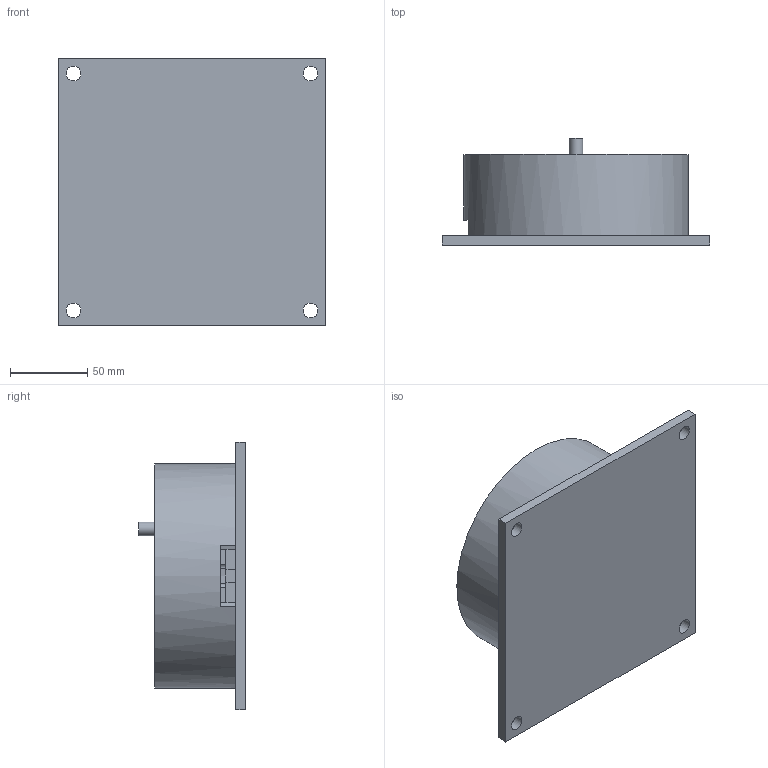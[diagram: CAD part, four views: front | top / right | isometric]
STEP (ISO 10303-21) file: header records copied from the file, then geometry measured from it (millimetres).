
FILE_DESCRIPTION(/* description */ (''),/* implementation_level */ '2;1');
FILE_NAME(/* name */ 'Base.step',/* time_stamp */ '2023-08-21T18:58:37-04:00',/* author */ (''),/* organization */ (''),/* preprocessor_version */ 'ST-DEVELOPER v20',/* originating_system */ 'Autodesk Translation Framework v12.9.0.99',/* authorisation */ '');
FILE_SCHEMA (('AUTOMOTIVE_DESIGN { 1 0 10303 214 3 1 1 }'));
Length unit declared in the file: millimetre
Products named in the file (1): base
Bounding box: 173.35 x 69.2 x 173.35 mm (x, y, z)
Volume: 402820.6 mm3; surface area: 162282.7 mm2
Topology: 1 solids, 1 shells, 74 faces, 200 edges, 132 vertices
Faces by surface type: plane 52, cylinder 22
Full cylindrical faces by diameter (mm): 4.2 x4, 8.89 x1, 9.525 x4, 19.05 x1, 115 x1, 123 x1, 137.35 x1, 145.35 x1
Entity records: 2398 total; most frequent: CARTESIAN_POINT 407, DIRECTION 404, ORIENTED_EDGE 400, EDGE_CURVE 200, LINE 146, VECTOR 146, VERTEX_POINT 132, AXIS2_PLACEMENT_3D 129
